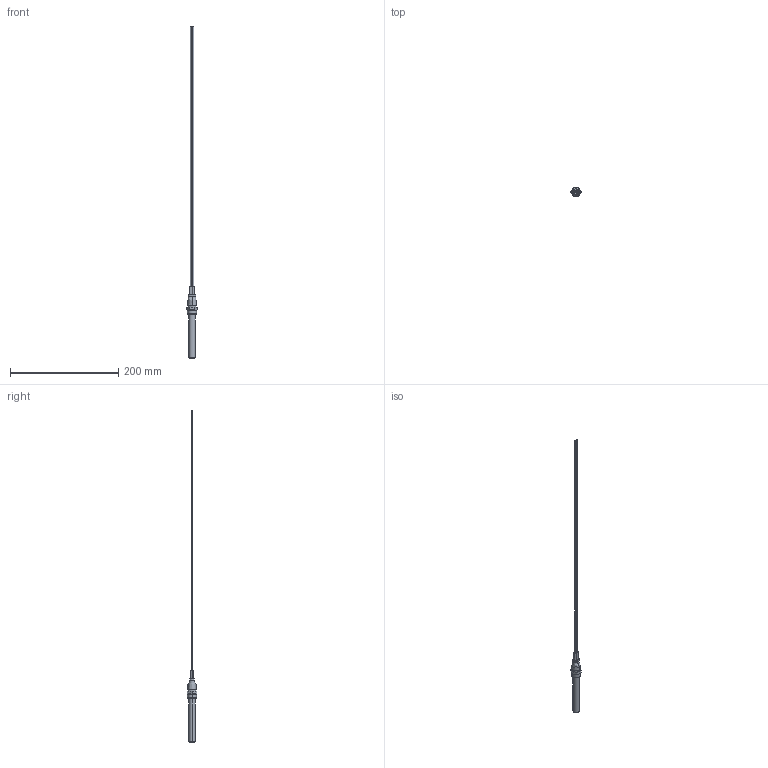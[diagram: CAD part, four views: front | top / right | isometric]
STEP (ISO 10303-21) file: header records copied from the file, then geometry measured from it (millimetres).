
FILE_DESCRIPTION (( 'STEP AP214' ), '1' );
FILE_NAME ('PSX-7-B_240V.STEP', '2015-07-02T10:41:13', ( 'pc' ), ( '' ), 'SwSTEP 2.0', 'SolidWorks 2014', '' );
FILE_SCHEMA (( 'AUTOMOTIVE_DESIGN' ));
Length unit declared in the file: millimetre
Products named in the file (1): PSX-7-B_240V
Bounding box: 19.63 x 17 x 613.97 mm (x, y, z)
Volume: 12955.4 mm3; surface area: 14650.2 mm2
Topology: 8 solids, 8 shells, 87 faces, 182 edges, 112 vertices
Faces by surface type: plane 33, cylinder 28, bspline 20, cone 4, torus 2
Entity records: 22868 total; most frequent: CARTESIAN_POINT 20244, ORIENTED_EDGE 364, DIRECTION 326, EDGE_CURVE 182, AXIS2_PLACEMENT_3D 132, VERTEX_POINT 112, EDGE_LOOP 96, FACE_OUTER_BOUND 87
